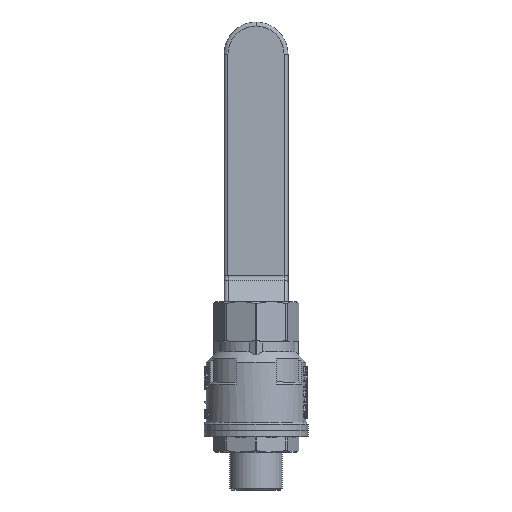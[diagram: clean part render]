
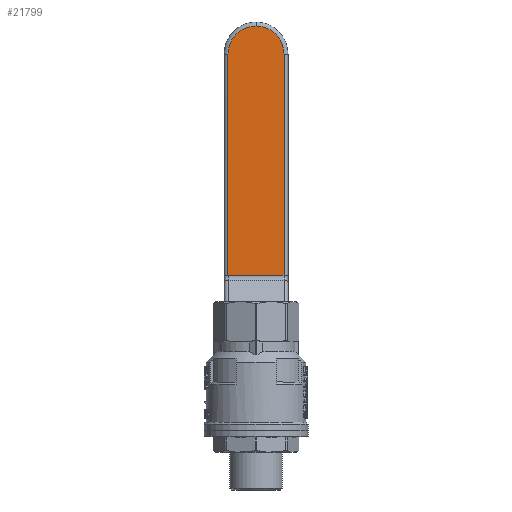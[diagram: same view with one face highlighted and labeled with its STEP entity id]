
A CAD part, front view. The second image highlights one B-rep face of the part: STEP entity #21799.
In plain terms, the highlighted planar face has unit normal (0, -1, 0).
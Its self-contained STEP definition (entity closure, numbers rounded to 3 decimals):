
#1825=CIRCLE('',#30778,7.);
#1826=CIRCLE('',#30779,7.);
#2433=ORIENTED_EDGE('',*,*,#9281,.F.);
#2434=ORIENTED_EDGE('',*,*,#9282,.F.);
#2435=ORIENTED_EDGE('',*,*,#9283,.T.);
#2436=ORIENTED_EDGE('',*,*,#9284,.T.);
#2437=ORIENTED_EDGE('',*,*,#9285,.T.);
#9281=EDGE_CURVE('',#12715,#12716,#1825,.T.);
#9282=EDGE_CURVE('',#12717,#12715,#1826,.T.);
#9283=EDGE_CURVE('',#12717,#12718,#15026,.T.);
#9284=EDGE_CURVE('',#12718,#12719,#15027,.T.);
#9285=EDGE_CURVE('',#12719,#12716,#15028,.T.);
#12715=VERTEX_POINT('',#41663);
#12716=VERTEX_POINT('',#41664);
#12717=VERTEX_POINT('',#41666);
#12718=VERTEX_POINT('',#41668);
#12719=VERTEX_POINT('',#41670);
#15026=LINE('',#41667,#16545);
#15027=LINE('',#41669,#16546);
#15028=LINE('',#41671,#16547);
#16545=VECTOR('',#33997,1000.);
#16546=VECTOR('',#33998,1000.);
#16547=VECTOR('',#33999,1000.);
#17994=EDGE_LOOP('',(#2433,#2434,#2435,#2436,#2437));
#19378=FACE_BOUND('',#17994,.T.);
#20747=PLANE('',#30777);
#21799=ADVANCED_FACE('',(#19378),#20747,.T.);
#30777=AXIS2_PLACEMENT_3D('',#41661,#33991,#33992);
#30778=AXIS2_PLACEMENT_3D('',#41662,#33993,#33994);
#30779=AXIS2_PLACEMENT_3D('',#41665,#33995,#33996);
#33991=DIRECTION('',(0.,-1.,0.));
#33992=DIRECTION('',(-1.,0.,0.));
#33993=DIRECTION('',(0.,1.,0.));
#33994=DIRECTION('',(1.,0.,0.));
#33995=DIRECTION('',(0.,1.,0.));
#33996=DIRECTION('',(0.,0.,1.));
#33997=DIRECTION('',(-1.,0.,0.));
#33998=DIRECTION('',(0.,0.,-1.));
#33999=DIRECTION('',(1.,0.,0.));
#41661=CARTESIAN_POINT('',(87.5,39.5,-14.));
#41662=CARTESIAN_POINT('',(79.5,39.5,-14.));
#41663=CARTESIAN_POINT('',(86.5,39.5,-14.));
#41664=CARTESIAN_POINT('',(79.5,39.5,-21.));
#41665=CARTESIAN_POINT('',(79.5,39.5,-14.));
#41666=CARTESIAN_POINT('',(79.5,39.5,-7.));
#41667=CARTESIAN_POINT('',(51.854,39.5,-7.));
#41668=CARTESIAN_POINT('',(24.207,39.5,-7.));
#41669=CARTESIAN_POINT('',(24.207,39.5,-14.));
#41670=CARTESIAN_POINT('',(24.207,39.5,-21.));
#41671=CARTESIAN_POINT('',(51.853,39.5,-21.));
